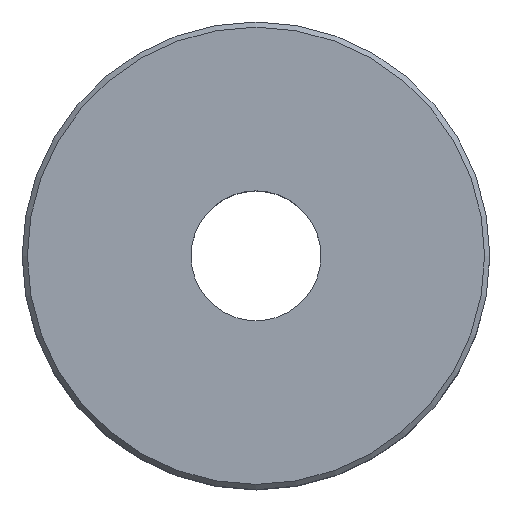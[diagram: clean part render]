
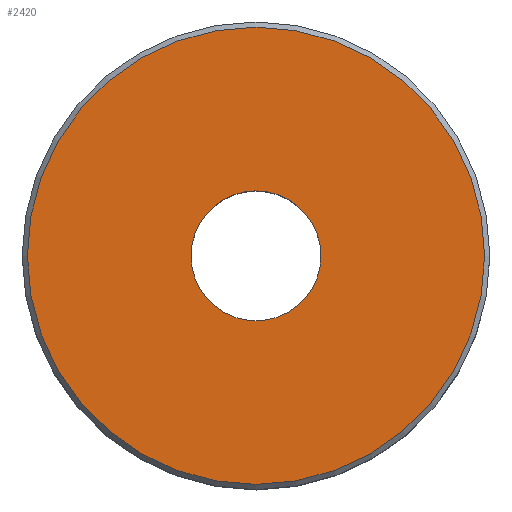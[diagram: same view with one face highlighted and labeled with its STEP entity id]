
A CAD part, top view. The second image highlights one B-rep face of the part: STEP entity #2420.
In plain terms, the highlighted planar face has unit normal (0, 0, 1).
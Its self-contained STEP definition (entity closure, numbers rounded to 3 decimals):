
#36=FACE_BOUND('',#272,.T.);
#41=PLANE('',#2722);
#131=FACE_OUTER_BOUND('',#271,.T.);
#271=EDGE_LOOP('',(#1964));
#272=EDGE_LOOP('',(#1965));
#523=CIRCLE('',#2721,8.8);
#524=CIRCLE('',#2723,2.5);
#1176=VERTEX_POINT('',#4224);
#1177=VERTEX_POINT('',#4227);
#1486=EDGE_CURVE('',#1176,#1176,#523,.T.);
#1487=EDGE_CURVE('',#1177,#1177,#524,.T.);
#1964=ORIENTED_EDGE('',*,*,#1486,.F.);
#1965=ORIENTED_EDGE('',*,*,#1487,.T.);
#2420=ADVANCED_FACE('',(#131,#36),#41,.T.);
#2721=AXIS2_PLACEMENT_3D('',#4225,#3384,#3385);
#2722=AXIS2_PLACEMENT_3D('',#4226,#3386,#3387);
#2723=AXIS2_PLACEMENT_3D('',#4228,#3388,#3389);
#3384=DIRECTION('center_axis',(0.,0.,-1.));
#3385=DIRECTION('ref_axis',(-1.,0.,0.));
#3386=DIRECTION('center_axis',(0.,0.,1.));
#3387=DIRECTION('ref_axis',(1.,0.,0.));
#3388=DIRECTION('center_axis',(0.,0.,-1.));
#3389=DIRECTION('ref_axis',(-1.,0.,0.));
#4224=CARTESIAN_POINT('',(8.8,0.,4.35));
#4225=CARTESIAN_POINT('Origin',(0.,0.,4.35));
#4226=CARTESIAN_POINT('Origin',(0.,0.,4.35));
#4227=CARTESIAN_POINT('',(2.5,0.,4.35));
#4228=CARTESIAN_POINT('Origin',(0.,0.,4.35));
